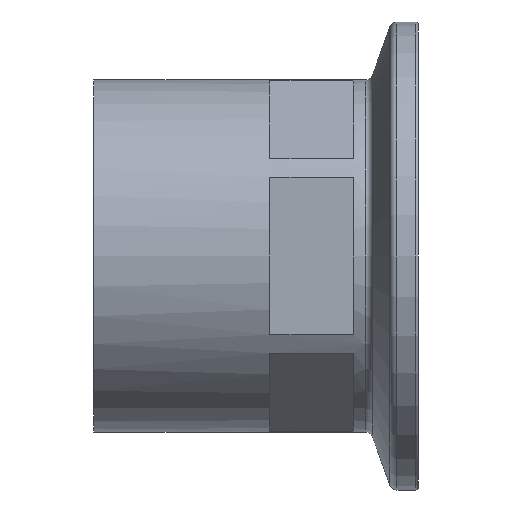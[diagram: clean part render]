
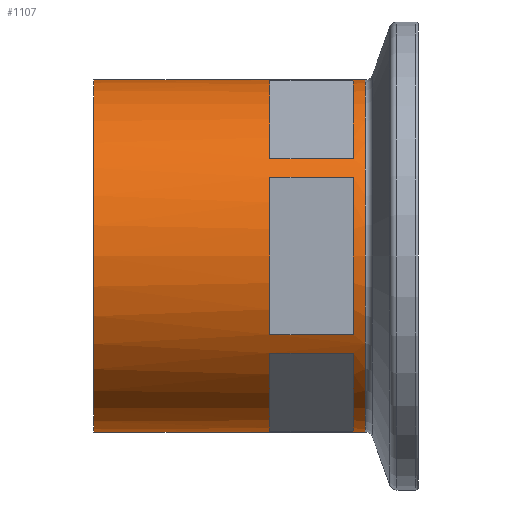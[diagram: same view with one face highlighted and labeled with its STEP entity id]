
A CAD part, left-side view. The second image highlights one B-rep face of the part: STEP entity #1107.
In plain terms, the highlighted cylindrical face has radius 19 mm (diameter 38 mm), a partial arc.
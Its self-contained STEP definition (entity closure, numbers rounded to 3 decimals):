
#2 = ORIENTED_EDGE ( 'NONE', *, *, #542, .F. ) ;
#16 = AXIS2_PLACEMENT_3D ( 'NONE', #169, #1023, #359 ) ;
#29 = CARTESIAN_POINT ( 'NONE',  ( -15.848, 7., -10.48 ) ) ;
#34 = AXIS2_PLACEMENT_3D ( 'NONE', #730, #642, #1028 ) ;
#35 = CARTESIAN_POINT ( 'NONE',  ( 0., 7., 0. ) ) ;
#37 = CARTESIAN_POINT ( 'NONE',  ( 0., 0., -19. ) ) ;
#40 = CYLINDRICAL_SURFACE ( 'NONE', #212, 19. ) ;
#46 = CARTESIAN_POINT ( 'NONE',  ( 0., 0., 0. ) ) ;
#67 = ORIENTED_EDGE ( 'NONE', *, *, #86, .F. ) ;
#68 = CARTESIAN_POINT ( 'NONE',  ( 0., 5.685, 19. ) ) ;
#82 = VECTOR ( 'NONE', #1099, 1000. ) ;
#86 = EDGE_CURVE ( 'NONE', #516, #856, #282, .T. ) ;
#89 = VERTEX_POINT ( 'NONE', #239 ) ;
#110 = EDGE_CURVE ( 'NONE', #918, #145, #754, .T. ) ;
#114 = ORIENTED_EDGE ( 'NONE', *, *, #343, .T. ) ;
#115 = EDGE_CURVE ( 'NONE', #89, #332, #1001, .T. ) ;
#118 = CARTESIAN_POINT ( 'NONE',  ( -1.152, 0., -18.965 ) ) ;
#127 = FACE_BOUND ( 'NONE', #793, .T. ) ;
#128 = DIRECTION ( 'NONE',  ( 0., 1., 0. ) ) ;
#133 = VERTEX_POINT ( 'NONE', #627 ) ;
#145 = VERTEX_POINT ( 'NONE', #29 ) ;
#169 = CARTESIAN_POINT ( 'NONE',  ( 0., 5.685, 0. ) ) ;
#181 = LINE ( 'NONE', #1217, #897 ) ;
#195 = DIRECTION ( 'NONE',  ( 0., -1., 0. ) ) ;
#198 = AXIS2_PLACEMENT_3D ( 'NONE', #1230, #1219, #441 ) ;
#202 = CARTESIAN_POINT ( 'NONE',  ( -1.152, 16., 18.965 ) ) ;
#205 = ORIENTED_EDGE ( 'NONE', *, *, #361, .F. ) ;
#212 = AXIS2_PLACEMENT_3D ( 'NONE', #46, #794, #1177 ) ;
#220 = CARTESIAN_POINT ( 'NONE',  ( -15.848, 16., -10.48 ) ) ;
#228 = AXIS2_PLACEMENT_3D ( 'NONE', #35, #428, #820 ) ;
#239 = CARTESIAN_POINT ( 'NONE',  ( -15.848, 16., 10.48 ) ) ;
#245 = CARTESIAN_POINT ( 'NONE',  ( -15.848, 0., 10.48 ) ) ;
#253 = ORIENTED_EDGE ( 'NONE', *, *, #757, .F. ) ;
#282 = LINE ( 'NONE', #1257, #773 ) ;
#307 = EDGE_CURVE ( 'NONE', #912, #918, #792, .T. ) ;
#312 = LINE ( 'NONE', #983, #900 ) ;
#332 = VERTEX_POINT ( 'NONE', #880 ) ;
#338 = CIRCLE ( 'NONE', #1171, 19. ) ;
#343 = EDGE_CURVE ( 'NONE', #516, #546, #1021, .T. ) ;
#359 = DIRECTION ( 'NONE',  ( 0., 0., 1. ) ) ;
#361 = EDGE_CURVE ( 'NONE', #145, #738, #494, .T. ) ;
#364 = CARTESIAN_POINT ( 'NONE',  ( -1.152, 16., -18.965 ) ) ;
#389 = CARTESIAN_POINT ( 'NONE',  ( -17., 7., 8.485 ) ) ;
#394 = CARTESIAN_POINT ( 'NONE',  ( 0., 7., 0. ) ) ;
#397 = ORIENTED_EDGE ( 'NONE', *, *, #549, .F. ) ;
#400 = CIRCLE ( 'NONE', #907, 19. ) ;
#406 = FACE_BOUND ( 'NONE', #559, .T. ) ;
#424 = LINE ( 'NONE', #1105, #82 ) ;
#428 = DIRECTION ( 'NONE',  ( 0., 1., 0. ) ) ;
#441 = DIRECTION ( 'NONE',  ( 0., 0., -1. ) ) ;
#446 = EDGE_CURVE ( 'NONE', #546, #133, #617, .T. ) ;
#450 = VERTEX_POINT ( 'NONE', #1110 ) ;
#460 = EDGE_CURVE ( 'NONE', #738, #912, #400, .T. ) ;
#473 = AXIS2_PLACEMENT_3D ( 'NONE', #1070, #970, #1078 ) ;
#492 = DIRECTION ( 'NONE',  ( 0., 0., -1. ) ) ;
#494 = LINE ( 'NONE', #862, #742 ) ;
#495 = EDGE_CURVE ( 'NONE', #450, #781, #424, .T. ) ;
#508 = CARTESIAN_POINT ( 'NONE',  ( 0., 16., 0. ) ) ;
#513 = DIRECTION ( 'NONE',  ( 0., -1., 0. ) ) ;
#516 = VERTEX_POINT ( 'NONE', #816 ) ;
#542 = EDGE_CURVE ( 'NONE', #332, #450, #1197, .T. ) ;
#545 = ORIENTED_EDGE ( 'NONE', *, *, #1251, .F. ) ;
#546 = VERTEX_POINT ( 'NONE', #848 ) ;
#547 = CARTESIAN_POINT ( 'NONE',  ( -17., 16., -8.485 ) ) ;
#549 = EDGE_CURVE ( 'NONE', #881, #911, #950, .T. ) ;
#556 = CIRCLE ( 'NONE', #16, 19. ) ;
#559 = EDGE_LOOP ( 'NONE', ( #753, #205, #861, #817 ) ) ;
#566 = VECTOR ( 'NONE', #694, 1000. ) ;
#579 = ORIENTED_EDGE ( 'NONE', *, *, #115, .F. ) ;
#581 = EDGE_CURVE ( 'NONE', #133, #856, #556, .T. ) ;
#617 = LINE ( 'NONE', #37, #677 ) ;
#618 = ORIENTED_EDGE ( 'NONE', *, *, #1101, .F. ) ;
#627 = CARTESIAN_POINT ( 'NONE',  ( 0., 5.685, -19. ) ) ;
#628 = EDGE_CURVE ( 'NONE', #781, #89, #338, .T. ) ;
#629 = DIRECTION ( 'NONE',  ( 0., -1., 0. ) ) ;
#637 = DIRECTION ( 'NONE',  ( 0., -1., 0. ) ) ;
#642 = DIRECTION ( 'NONE',  ( 0., -1., 0. ) ) ;
#643 = VERTEX_POINT ( 'NONE', #389 ) ;
#651 = CARTESIAN_POINT ( 'NONE',  ( -1.152, 7., -18.965 ) ) ;
#677 = VECTOR ( 'NONE', #629, 1000. ) ;
#694 = DIRECTION ( 'NONE',  ( 0., -1., 0. ) ) ;
#708 = EDGE_LOOP ( 'NONE', ( #67, #114, #1050, #749 ) ) ;
#723 = DIRECTION ( 'NONE',  ( 0., 0., 1. ) ) ;
#726 = DIRECTION ( 'NONE',  ( 0., -1., 0. ) ) ;
#730 = CARTESIAN_POINT ( 'NONE',  ( 0., 16., 0. ) ) ;
#738 = VERTEX_POINT ( 'NONE', #220 ) ;
#742 = VECTOR ( 'NONE', #1254, 1000. ) ;
#749 = ORIENTED_EDGE ( 'NONE', *, *, #581, .T. ) ;
#753 = ORIENTED_EDGE ( 'NONE', *, *, #460, .F. ) ;
#754 = CIRCLE ( 'NONE', #228, 19. ) ;
#757 = EDGE_CURVE ( 'NONE', #800, #643, #1233, .T. ) ;
#773 = VECTOR ( 'NONE', #195, 1000. ) ;
#781 = VERTEX_POINT ( 'NONE', #202 ) ;
#785 = AXIS2_PLACEMENT_3D ( 'NONE', #394, #128, #492 ) ;
#792 = LINE ( 'NONE', #118, #566 ) ;
#793 = EDGE_LOOP ( 'NONE', ( #397, #618, #253, #545 ) ) ;
#794 = DIRECTION ( 'NONE',  ( 0., -1., 0. ) ) ;
#796 = CARTESIAN_POINT ( 'NONE',  ( -17., 7., -8.485 ) ) ;
#800 = VERTEX_POINT ( 'NONE', #796 ) ;
#816 = CARTESIAN_POINT ( 'NONE',  ( 0., 35., 19. ) ) ;
#817 = ORIENTED_EDGE ( 'NONE', *, *, #307, .F. ) ;
#820 = DIRECTION ( 'NONE',  ( 0., 0., -1. ) ) ;
#848 = CARTESIAN_POINT ( 'NONE',  ( 0., 35., -19. ) ) ;
#851 = ORIENTED_EDGE ( 'NONE', *, *, #495, .F. ) ;
#855 = DIRECTION ( 'NONE',  ( 0., 0., 1. ) ) ;
#856 = VERTEX_POINT ( 'NONE', #68 ) ;
#861 = ORIENTED_EDGE ( 'NONE', *, *, #110, .F. ) ;
#862 = CARTESIAN_POINT ( 'NONE',  ( -15.848, 0., -10.48 ) ) ;
#880 = CARTESIAN_POINT ( 'NONE',  ( -15.848, 7., 10.48 ) ) ;
#881 = VERTEX_POINT ( 'NONE', #1032 ) ;
#897 = VECTOR ( 'NONE', #726, 1000. ) ;
#900 = VECTOR ( 'NONE', #1006, 1000. ) ;
#907 = AXIS2_PLACEMENT_3D ( 'NONE', #508, #910, #723 ) ;
#910 = DIRECTION ( 'NONE',  ( 0., -1., 0. ) ) ;
#911 = VERTEX_POINT ( 'NONE', #547 ) ;
#912 = VERTEX_POINT ( 'NONE', #364 ) ;
#913 = FACE_BOUND ( 'NONE', #1004, .T. ) ;
#918 = VERTEX_POINT ( 'NONE', #651 ) ;
#922 = CARTESIAN_POINT ( 'NONE',  ( 0., 16., 0. ) ) ;
#950 = CIRCLE ( 'NONE', #34, 19. ) ;
#957 = VECTOR ( 'NONE', #513, 1000. ) ;
#970 = DIRECTION ( 'NONE',  ( 0., -1., 0. ) ) ;
#982 = ORIENTED_EDGE ( 'NONE', *, *, #628, .F. ) ;
#983 = CARTESIAN_POINT ( 'NONE',  ( -17., 0., 8.485 ) ) ;
#1001 = LINE ( 'NONE', #245, #957 ) ;
#1004 = EDGE_LOOP ( 'NONE', ( #2, #579, #982, #851 ) ) ;
#1006 = DIRECTION ( 'NONE',  ( 0., 1., 0. ) ) ;
#1021 = CIRCLE ( 'NONE', #473, 19. ) ;
#1023 = DIRECTION ( 'NONE',  ( 0., 1., 0. ) ) ;
#1028 = DIRECTION ( 'NONE',  ( 0., 0., 1. ) ) ;
#1032 = CARTESIAN_POINT ( 'NONE',  ( -17., 16., 8.485 ) ) ;
#1050 = ORIENTED_EDGE ( 'NONE', *, *, #446, .T. ) ;
#1070 = CARTESIAN_POINT ( 'NONE',  ( 0., 35., 0. ) ) ;
#1078 = DIRECTION ( 'NONE',  ( 0., 0., -1. ) ) ;
#1081 = FACE_OUTER_BOUND ( 'NONE', #708, .T. ) ;
#1099 = DIRECTION ( 'NONE',  ( 0., 1., 0. ) ) ;
#1101 = EDGE_CURVE ( 'NONE', #643, #881, #312, .T. ) ;
#1105 = CARTESIAN_POINT ( 'NONE',  ( -1.152, 0., 18.965 ) ) ;
#1107 = ADVANCED_FACE ( 'NONE', ( #1081, #127, #913, #406 ), #40, .T. ) ;
#1110 = CARTESIAN_POINT ( 'NONE',  ( -1.152, 7., 18.965 ) ) ;
#1171 = AXIS2_PLACEMENT_3D ( 'NONE', #922, #637, #855 ) ;
#1177 = DIRECTION ( 'NONE',  ( 0., 0., -1. ) ) ;
#1197 = CIRCLE ( 'NONE', #198, 19. ) ;
#1217 = CARTESIAN_POINT ( 'NONE',  ( -17., 0., -8.485 ) ) ;
#1219 = DIRECTION ( 'NONE',  ( 0., 1., 0. ) ) ;
#1230 = CARTESIAN_POINT ( 'NONE',  ( 0., 7., 0. ) ) ;
#1233 = CIRCLE ( 'NONE', #785, 19. ) ;
#1251 = EDGE_CURVE ( 'NONE', #911, #800, #181, .T. ) ;
#1254 = DIRECTION ( 'NONE',  ( 0., 1., 0. ) ) ;
#1257 = CARTESIAN_POINT ( 'NONE',  ( 0., 0., 19. ) ) ;
